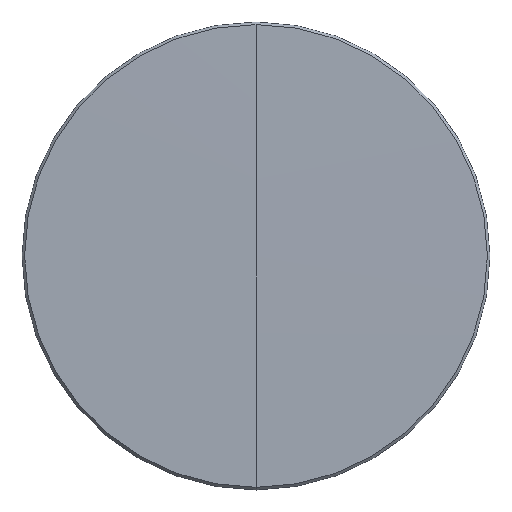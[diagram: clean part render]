
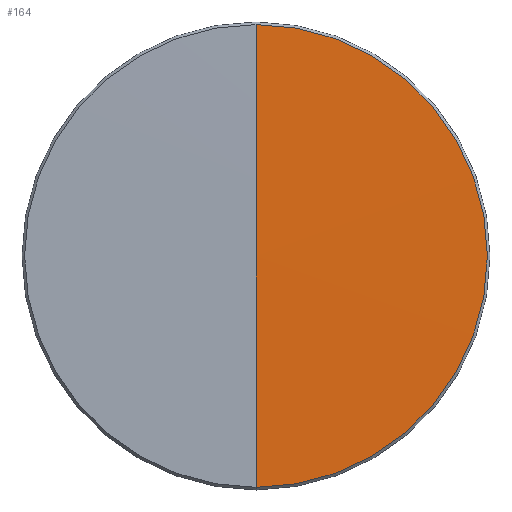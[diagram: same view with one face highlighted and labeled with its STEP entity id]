
A CAD part, top view. The second image highlights one B-rep face of the part: STEP entity #164.
In plain terms, the highlighted spherical face has radius 1818.97 mm.
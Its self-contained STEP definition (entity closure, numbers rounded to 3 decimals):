
#3 = ORIENTED_EDGE ( 'NONE', *, *, #206, .F. ) ;
#7 = VERTEX_POINT ( 'NONE', #291 ) ;
#15 = DIRECTION ( 'NONE',  ( 0., 1., 0. ) ) ;
#37 = EDGE_CURVE ( 'NONE', #7, #67, #271, .T. ) ;
#38 = DIRECTION ( 'NONE',  ( 1., 0., 0. ) ) ;
#51 = CARTESIAN_POINT ( 'NONE',  ( 0., 0., -1817.955 ) ) ;
#66 = AXIS2_PLACEMENT_3D ( 'NONE', #51, #38, #15 ) ;
#67 = VERTEX_POINT ( 'NONE', #198 ) ;
#76 = AXIS2_PLACEMENT_3D ( 'NONE', #150, #111, #167 ) ;
#80 = CARTESIAN_POINT ( 'NONE',  ( 0., 0., -1817.955 ) ) ;
#89 = AXIS2_PLACEMENT_3D ( 'NONE', #80, #286, #283 ) ;
#97 = SPHERICAL_SURFACE ( 'NONE', #66, 1818.975 ) ;
#111 = DIRECTION ( 'NONE',  ( 0., 0., -1. ) ) ;
#148 = AXIS2_PLACEMENT_3D ( 'NONE', #264, #249, #227 ) ;
#150 = CARTESIAN_POINT ( 'NONE',  ( 0., 0., 0.977 ) ) ;
#155 = EDGE_LOOP ( 'NONE', ( #259, #189, #3 ) ) ;
#164 = ADVANCED_FACE ( 'NONE', ( #223 ), #97, .T. ) ;
#167 = DIRECTION ( 'NONE',  ( 0., 1., 0. ) ) ;
#177 = CIRCLE ( 'NONE', #148, 1818.975 ) ;
#189 = ORIENTED_EDGE ( 'NONE', *, *, #272, .T. ) ;
#198 = CARTESIAN_POINT ( 'NONE',  ( 0., 12.559, 0.977 ) ) ;
#200 = CIRCLE ( 'NONE', #76, 12.559 ) ;
#206 = EDGE_CURVE ( 'NONE', #67, #209, #200, .T. ) ;
#209 = VERTEX_POINT ( 'NONE', #289 ) ;
#223 = FACE_OUTER_BOUND ( 'NONE', #155, .T. ) ;
#227 = DIRECTION ( 'NONE',  ( 0., 1., 0. ) ) ;
#249 = DIRECTION ( 'NONE',  ( 1., 0., 0. ) ) ;
#259 = ORIENTED_EDGE ( 'NONE', *, *, #37, .F. ) ;
#264 = CARTESIAN_POINT ( 'NONE',  ( 0., 0., -1817.955 ) ) ;
#271 = CIRCLE ( 'NONE', #89, 1818.975 ) ;
#272 = EDGE_CURVE ( 'NONE', #7, #209, #177, .T. ) ;
#283 = DIRECTION ( 'NONE',  ( 0., 0., 1. ) ) ;
#286 = DIRECTION ( 'NONE',  ( -1., 0., 0. ) ) ;
#289 = CARTESIAN_POINT ( 'NONE',  ( 0., -12.559, 0.977 ) ) ;
#291 = CARTESIAN_POINT ( 'NONE',  ( 0., 0., 1.02 ) ) ;
